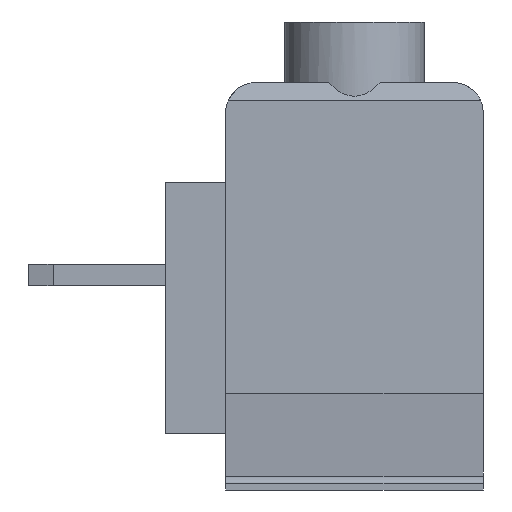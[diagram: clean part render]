
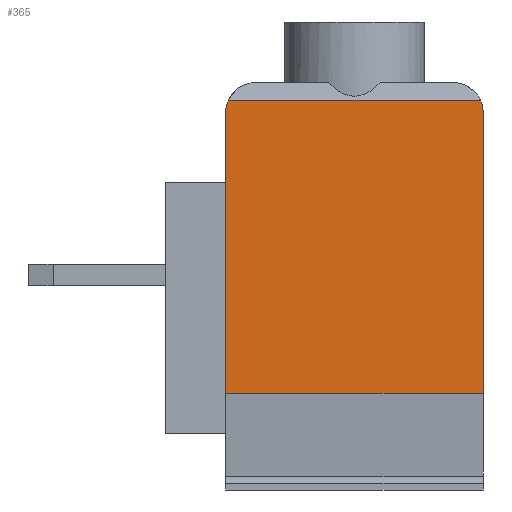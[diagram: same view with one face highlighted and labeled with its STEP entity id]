
A CAD part, left-side view. The second image highlights one B-rep face of the part: STEP entity #365.
In plain terms, the highlighted planar face has unit normal (-1, 0, 0).
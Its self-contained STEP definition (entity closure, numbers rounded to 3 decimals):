
#365 = ADVANCED_FACE( '', ( #1038 ), #1039, .T. );
#1038 = FACE_OUTER_BOUND( '', #2060, .T. );
#1039 = PLANE( '', #2061 );
#2060 = EDGE_LOOP( '', ( #3132, #3133, #3134, #3135, #3136, #3137 ) );
#2061 = AXIS2_PLACEMENT_3D( '', #3138, #3139, #3140 );
#3132 = ORIENTED_EDGE( '', *, *, #6059, .F. );
#3133 = ORIENTED_EDGE( '', *, *, #6060, .T. );
#3134 = ORIENTED_EDGE( '', *, *, #6061, .T. );
#3135 = ORIENTED_EDGE( '', *, *, #6062, .T. );
#3136 = ORIENTED_EDGE( '', *, *, #6063, .F. );
#3137 = ORIENTED_EDGE( '', *, *, #6064, .T. );
#3138 = CARTESIAN_POINT( '', ( -15., -4.25, -6.2 ) );
#3139 = DIRECTION( '', ( -1., 0., 0. ) );
#3140 = DIRECTION( '', ( 0., 0., 1. ) );
#6059 = EDGE_CURVE( '', #7261, #7262, #7263, .T. );
#6060 = EDGE_CURVE( '', #7261, #7264, #7265, .T. );
#6061 = EDGE_CURVE( '', #7264, #7266, #7267, .T. );
#6062 = EDGE_CURVE( '', #7266, #7268, #7269, .T. );
#6063 = EDGE_CURVE( '', #7270, #7268, #7271, .T. );
#6064 = EDGE_CURVE( '', #7270, #7262, #7272, .T. );
#7261 = VERTEX_POINT( '', #9009 );
#7262 = VERTEX_POINT( '', #9010 );
#7263 = LINE( '', #9011, #9012 );
#7264 = VERTEX_POINT( '', #9013 );
#7265 = LINE( '', #9014, #9015 );
#7266 = VERTEX_POINT( '', #9016 );
#7267 = LINE( '', #9017, #9018 );
#7268 = VERTEX_POINT( '', #9019 );
#7269 = CIRCLE( '', #9020, 1. );
#7270 = VERTEX_POINT( '', #9021 );
#7271 = LINE( '', #9022, #9023 );
#7272 = CIRCLE( '', #9024, 1. );
#9009 = CARTESIAN_POINT( '', ( -15., 4.25, -3. ) );
#9010 = CARTESIAN_POINT( '', ( -15., 4.25, 6.25 ) );
#9011 = CARTESIAN_POINT( '', ( -15., 4.25, -6.2 ) );
#9012 = VECTOR( '', #11308, 1000. );
#9013 = CARTESIAN_POINT( '', ( -15., -4.25, -3. ) );
#9014 = CARTESIAN_POINT( '', ( -15., 30.756, -3. ) );
#9015 = VECTOR( '', #11309, 1000. );
#9016 = CARTESIAN_POINT( '', ( -15., -4.25, 6.25 ) );
#9017 = CARTESIAN_POINT( '', ( -15., -4.25, -6.2 ) );
#9018 = VECTOR( '', #11310, 1000. );
#9019 = CARTESIAN_POINT( '', ( -15., -4.167, 6.65 ) );
#9020 = AXIS2_PLACEMENT_3D( '', #11311, #11312, #11313 );
#9021 = CARTESIAN_POINT( '', ( -15., 4.167, 6.65 ) );
#9022 = CARTESIAN_POINT( '', ( -15., 4.25, 6.65 ) );
#9023 = VECTOR( '', #11314, 1000. );
#9024 = AXIS2_PLACEMENT_3D( '', #11315, #11316, #11317 );
#11308 = DIRECTION( '', ( 0., 0., 1. ) );
#11309 = DIRECTION( '', ( 0., -1., 0. ) );
#11310 = DIRECTION( '', ( 0., 0., 1. ) );
#11311 = CARTESIAN_POINT( '', ( -15., -3.25, 6.25 ) );
#11312 = DIRECTION( '', ( -1., 0., 0. ) );
#11313 = DIRECTION( '', ( 0., 0., 1. ) );
#11314 = DIRECTION( '', ( 0., -1., 0. ) );
#11315 = CARTESIAN_POINT( '', ( -15., 3.25, 6.25 ) );
#11316 = DIRECTION( '', ( -1., 0., 0. ) );
#11317 = DIRECTION( '', ( 0., 0., 1. ) );
